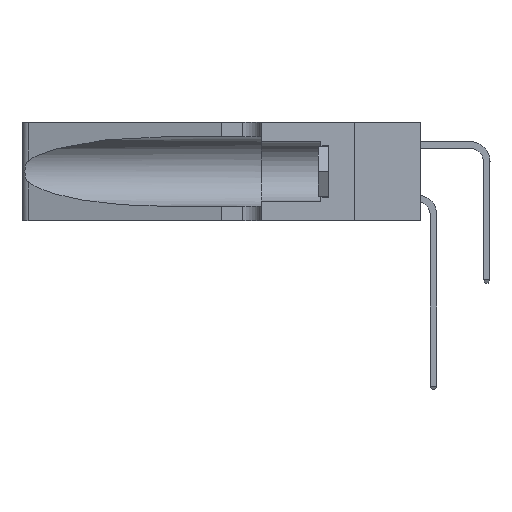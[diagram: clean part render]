
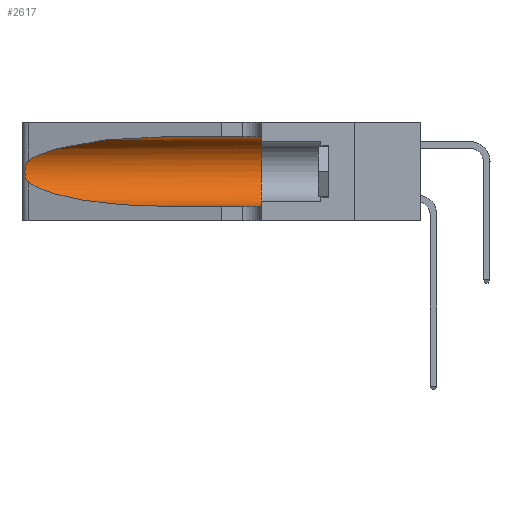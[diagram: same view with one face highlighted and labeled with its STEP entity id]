
A CAD part, left-side view. The second image highlights one B-rep face of the part: STEP entity #2617.
In plain terms, the highlighted cylindrical face has radius 3.308 mm (diameter 6.617 mm), a partial arc.
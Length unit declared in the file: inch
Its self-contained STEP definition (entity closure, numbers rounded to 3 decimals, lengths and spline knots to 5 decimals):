
#258 = CARTESIAN_POINT ( 'NONE',  ( 0.1305, 0.72297, 0.31525 ) ) ;
#336 = CARTESIAN_POINT ( 'NONE',  ( 0.1305, 1.61858, 0.185 ) ) ;
#1266 = LINE ( 'NONE', #18247, #5758 ) ;
#1624 = CARTESIAN_POINT ( 'NONE',  ( 0.1305, 0.72297, 0.05475 ) ) ;
#1992 = ORIENTED_EDGE ( 'NONE', *, *, #28686, .F. ) ;
#2162 = CARTESIAN_POINT ( 'NONE',  ( 0.25487, 1.22718, 0.22369 ) ) ;
#2517 = CARTESIAN_POINT ( 'NONE',  ( 0.25487, 1.22718, 0.22369 ) ) ;
#2617 = ADVANCED_FACE ( 'NONE', ( #18586 ), #9794, .F. ) ;
#3288 = CARTESIAN_POINT ( 'NONE',  ( 0.25639, 1.23184, 0.21858 ) ) ;
#3668 = CARTESIAN_POINT ( 'NONE',  ( 0.2373, 1.15595, 0.08982 ) ) ;
#3817 = LINE ( 'NONE', #10732, #11157 ) ;
#4300 = CARTESIAN_POINT ( 'NONE',  ( 0.1305, 0.35, 0.05475 ) ) ;
#5581 = CARTESIAN_POINT ( 'NONE',  ( 0.26017, 1.23833, 0.17102 ) ) ;
#5758 = VECTOR ( 'NONE', #20167, 39.37008 ) ;
#7814 = CIRCLE ( 'NONE', #15694, 0.13025 ) ;
#7920 = CARTESIAN_POINT ( 'NONE',  ( 0.25789, 1.23486, 0.15765 ) ) ;
#9031 = CARTESIAN_POINT ( 'NONE',  ( 0.18966, 0.96281, 0.31525 ) ) ;
#9419 = EDGE_LOOP ( 'NONE', ( #21321, #26902, #25203, #12140, #13253, #1992 ) ) ;
#9794 = CYLINDRICAL_SURFACE ( 'NONE', #24360, 0.13025 ) ;
#9913 = CARTESIAN_POINT ( 'NONE',  ( 0.25555, 1.22994, 0.2215 ) ) ;
#10732 = CARTESIAN_POINT ( 'NONE',  ( 0.1305, 1.61858, 0.05475 ) ) ;
#11157 = VECTOR ( 'NONE', #17602, 39.37008 ) ;
#11225 = DIRECTION ( 'NONE',  ( 0., 0., -1. ) ) ;
#11272 =( BOUNDED_CURVE ( )  B_SPLINE_CURVE ( 3, ( #21436, #3668, #16890, #1624 ),
 .UNSPECIFIED., .F., .T. ) 
 B_SPLINE_CURVE_WITH_KNOTS ( ( 4, 4 ),
 ( 3.44316, 4.71239 ),
 .UNSPECIFIED. ) 
 CURVE ( )  GEOMETRIC_REPRESENTATION_ITEM ( )  RATIONAL_B_SPLINE_CURVE ( ( 1., 0.87, 0.87, 1. ) ) 
 REPRESENTATION_ITEM ( '' )  );
#12140 = ORIENTED_EDGE ( 'NONE', *, *, #23105, .T. ) ;
#12273 = CARTESIAN_POINT ( 'NONE',  ( 0.25787, 1.23484, 0.2124 ) ) ;
#12377 = CARTESIAN_POINT ( 'NONE',  ( 0.25856, 1.23593, 0.16098 ) ) ;
#13253 = ORIENTED_EDGE ( 'NONE', *, *, #19950, .F. ) ;
#14301 = VERTEX_POINT ( 'NONE', #4300 ) ;
#14454 = DIRECTION ( 'NONE',  ( 0., 1., 0. ) ) ;
#14626 = CARTESIAN_POINT ( 'NONE',  ( 0.25639, 1.23186, 0.15144 ) ) ;
#15694 = AXIS2_PLACEMENT_3D ( 'NONE', #21163, #14454, #23326 ) ;
#15828 = EDGE_CURVE ( 'NONE', #24694, #15991, #21376, .T. ) ;
#15853 = DIRECTION ( 'NONE',  ( 0., -1., 0. ) ) ;
#15930 = CARTESIAN_POINT ( 'NONE',  ( 0.1305, 0.72297, 0.31525 ) ) ;
#15991 = VERTEX_POINT ( 'NONE', #2517 ) ;
#16239 = EDGE_CURVE ( 'NONE', #21595, #26134, #11272, .T. ) ;
#16687 = CARTESIAN_POINT ( 'NONE',  ( 0.25487, 1.22718, 0.22369 ) ) ;
#16786 = CARTESIAN_POINT ( 'NONE',  ( 0.25555, 1.22993, 0.14849 ) ) ;
#16890 = CARTESIAN_POINT ( 'NONE',  ( 0.18966, 0.96281, 0.05475 ) ) ;
#16986 = CARTESIAN_POINT ( 'NONE',  ( 0.25487, 1.22718, 0.14631 ) ) ;
#17602 = DIRECTION ( 'NONE',  ( 0., -1., 0. ) ) ;
#17642 = CARTESIAN_POINT ( 'NONE',  ( 0.1305, 0.35, 0.31525 ) ) ;
#17990 = CARTESIAN_POINT ( 'NONE',  ( 0.2373, 1.15595, 0.28018 ) ) ;
#18247 = CARTESIAN_POINT ( 'NONE',  ( 0.1305, 1.61858, 0.31525 ) ) ;
#18586 = FACE_OUTER_BOUND ( 'NONE', #9419, .T. ) ;
#18940 = CARTESIAN_POINT ( 'NONE',  ( 0.26075, 1.23896, 0.19203 ) ) ;
#19791 = CARTESIAN_POINT ( 'NONE',  ( 0.25487, 1.22718, 0.14631 ) ) ;
#19950 = EDGE_CURVE ( 'NONE', #26515, #14301, #7814, .T. ) ;
#20167 = DIRECTION ( 'NONE',  ( 0., -1., 0. ) ) ;
#21163 = CARTESIAN_POINT ( 'NONE',  ( 0.1305, 0.35, 0.185 ) ) ;
#21321 = ORIENTED_EDGE ( 'NONE', *, *, #15828, .T. ) ;
#21376 =( BOUNDED_CURVE ( )  B_SPLINE_CURVE ( 3, ( #15930, #9031, #17990, #2162 ),
 .UNSPECIFIED., .F., .T. ) 
 B_SPLINE_CURVE_WITH_KNOTS ( ( 4, 4 ),
 ( 1.5708, 2.84003 ),
 .UNSPECIFIED. ) 
 CURVE ( )  GEOMETRIC_REPRESENTATION_ITEM ( )  RATIONAL_B_SPLINE_CURVE ( ( 1., 0.87, 0.87, 1. ) ) 
 REPRESENTATION_ITEM ( '' )  );
#21436 = CARTESIAN_POINT ( 'NONE',  ( 0.25487, 1.22718, 0.14631 ) ) ;
#21595 = VERTEX_POINT ( 'NONE', #19791 ) ;
#23105 = EDGE_CURVE ( 'NONE', #26134, #14301, #3817, .T. ) ;
#23326 = DIRECTION ( 'NONE',  ( 0., 0., 1. ) ) ;
#24360 = AXIS2_PLACEMENT_3D ( 'NONE', #336, #15853, #11225 ) ;
#24694 = VERTEX_POINT ( 'NONE', #258 ) ;
#25020 = CARTESIAN_POINT ( 'NONE',  ( 0.1305, 0.72297, 0.05475 ) ) ;
#25203 = ORIENTED_EDGE ( 'NONE', *, *, #16239, .T. ) ;
#25611 = CARTESIAN_POINT ( 'NONE',  ( 0.26018, 1.23835, 0.19895 ) ) ;
#25666 = B_SPLINE_CURVE_WITH_KNOTS ( 'NONE', 3,
 ( #16687, #9913, #3288, #12273, #27939, #25611, #18940, #28032, #5581, #12377, #7920, #14626, #16786, #16986 ),
 .UNSPECIFIED., .F., .F.,
 ( 4, 2, 2, 2, 2, 2, 4 ),
 ( 0., 0.00027, 0.00053, 0.00107, 0.0016, 0.00187, 0.00214 ),
 .UNSPECIFIED. ) ;
#26134 = VERTEX_POINT ( 'NONE', #25020 ) ;
#26515 = VERTEX_POINT ( 'NONE', #17642 ) ;
#26902 = ORIENTED_EDGE ( 'NONE', *, *, #28142, .T. ) ;
#27939 = CARTESIAN_POINT ( 'NONE',  ( 0.25854, 1.2359, 0.20912 ) ) ;
#28032 = CARTESIAN_POINT ( 'NONE',  ( 0.26075, 1.23896, 0.178 ) ) ;
#28142 = EDGE_CURVE ( 'NONE', #15991, #21595, #25666, .T. ) ;
#28686 = EDGE_CURVE ( 'NONE', #24694, #26515, #1266, .T. ) ;
